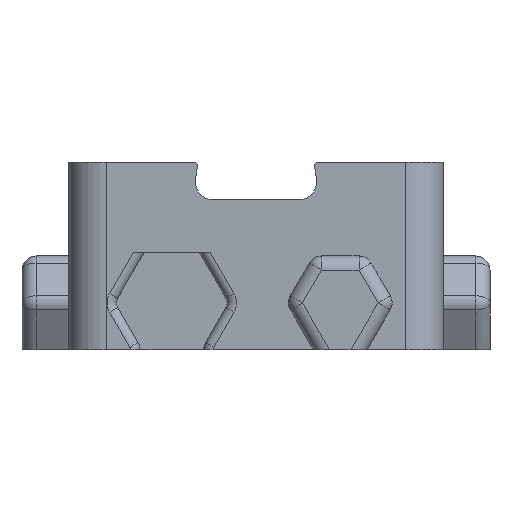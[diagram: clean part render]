
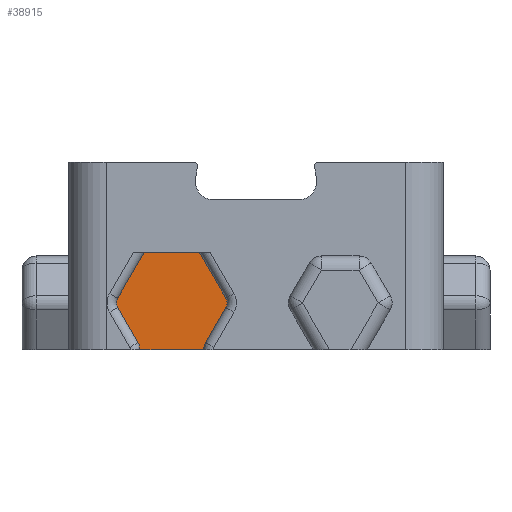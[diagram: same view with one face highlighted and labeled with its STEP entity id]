
A CAD part, front view. The second image highlights one B-rep face of the part: STEP entity #38915.
In plain terms, the highlighted planar face has unit normal (0, -1, 0).
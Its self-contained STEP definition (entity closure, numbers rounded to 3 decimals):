
#35232 = VERTEX_POINT('',#35233);
#35233 = CARTESIAN_POINT('',(-6.056,-14.75,10.4));
#35239 = EDGE_CURVE('',#35232,#35240,#35242,.T.);
#35240 = VERTEX_POINT('',#35241);
#35241 = CARTESIAN_POINT('',(-11.944,-14.75,10.4));
#35242 = LINE('',#35243,#35244);
#35243 = CARTESIAN_POINT('',(-6.056,-14.75,10.4));
#35244 = VECTOR('',#35245,1.);
#35245 = DIRECTION('',(-1.,0.,0.));
#38888 = VERTEX_POINT('',#38889);
#38889 = CARTESIAN_POINT('',(-12.608,-14.75,0.75));
#38895 = EDGE_CURVE('',#38888,#38896,#38898,.T.);
#38896 = VERTEX_POINT('',#38897);
#38897 = CARTESIAN_POINT('',(-12.407,-14.75,0.)
  );
#38898 = CIRCLE('',#38899,1.5);
#38899 = AXIS2_PLACEMENT_3D('',#38900,#38901,#38902);
#38900 = CARTESIAN_POINT('',(-13.907,-14.75,0.)
  );
#38901 = DIRECTION('',(0.,1.,0.));
#38902 = DIRECTION('',(-1.,0.,0.));
#38915 = ADVANCED_FACE('',(#38916),#38983,.T.);
#38916 = FACE_BOUND('',#38917,.T.);
#38917 = EDGE_LOOP('',(#38918,#38926,#38927,#38935,#38944,#38952,#38961,
    #38967,#38968,#38976));
#38918 = ORIENTED_EDGE('',*,*,#38919,.T.);
#38919 = EDGE_CURVE('',#38920,#38888,#38922,.T.);
#38920 = VERTEX_POINT('',#38921);
#38921 = CARTESIAN_POINT('',(-14.774,-14.75,4.5));
#38922 = LINE('',#38923,#38924);
#38923 = CARTESIAN_POINT('',(-14.774,-14.75,4.5));
#38924 = VECTOR('',#38925,1.);
#38925 = DIRECTION('',(0.5,0.,-0.866));
#38926 = ORIENTED_EDGE('',*,*,#38895,.T.);
#38927 = ORIENTED_EDGE('',*,*,#38928,.T.);
#38928 = EDGE_CURVE('',#38896,#38929,#38931,.T.);
#38929 = VERTEX_POINT('',#38930);
#38930 = CARTESIAN_POINT('',(-5.593,-14.75,0.)
  );
#38931 = LINE('',#38932,#38933);
#38932 = CARTESIAN_POINT('',(-12.407,-14.75,0.)
  );
#38933 = VECTOR('',#38934,1.);
#38934 = DIRECTION('',(1.,0.,0.));
#38935 = ORIENTED_EDGE('',*,*,#38936,.T.);
#38936 = EDGE_CURVE('',#38929,#38937,#38939,.T.);
#38937 = VERTEX_POINT('',#38938);
#38938 = CARTESIAN_POINT('',(-5.392,-14.75,0.75));
#38939 = CIRCLE('',#38940,1.5);
#38940 = AXIS2_PLACEMENT_3D('',#38941,#38942,#38943);
#38941 = CARTESIAN_POINT('',(-4.093,-14.75,0.)
  );
#38942 = DIRECTION('',(0.,1.,0.));
#38943 = DIRECTION('',(-1.,0.,0.));
#38944 = ORIENTED_EDGE('',*,*,#38945,.T.);
#38945 = EDGE_CURVE('',#38937,#38946,#38948,.T.);
#38946 = VERTEX_POINT('',#38947);
#38947 = CARTESIAN_POINT('',(-3.226,-14.75,4.5));
#38948 = LINE('',#38949,#38950);
#38949 = CARTESIAN_POINT('',(-5.392,-14.75,0.75));
#38950 = VECTOR('',#38951,1.);
#38951 = DIRECTION('',(0.5,0.,0.866));
#38952 = ORIENTED_EDGE('',*,*,#38953,.F.);
#38953 = EDGE_CURVE('',#38954,#38946,#38956,.T.);
#38954 = VERTEX_POINT('',#38955);
#38955 = CARTESIAN_POINT('',(-3.226,-14.75,5.5));
#38956 = CIRCLE('',#38957,1.);
#38957 = AXIS2_PLACEMENT_3D('',#38958,#38959,#38960);
#38958 = CARTESIAN_POINT('',(-4.093,-14.75,5.));
#38959 = DIRECTION('',(0.,1.,0.));
#38960 = DIRECTION('',(-1.,0.,0.));
#38961 = ORIENTED_EDGE('',*,*,#38962,.T.);
#38962 = EDGE_CURVE('',#38954,#35232,#38963,.T.);
#38963 = LINE('',#38964,#38965);
#38964 = CARTESIAN_POINT('',(-3.226,-14.75,5.5));
#38965 = VECTOR('',#38966,1.);
#38966 = DIRECTION('',(-0.5,0.,0.866));
#38967 = ORIENTED_EDGE('',*,*,#35239,.T.);
#38968 = ORIENTED_EDGE('',*,*,#38969,.T.);
#38969 = EDGE_CURVE('',#35240,#38970,#38972,.T.);
#38970 = VERTEX_POINT('',#38971);
#38971 = CARTESIAN_POINT('',(-14.774,-14.75,5.5));
#38972 = LINE('',#38973,#38974);
#38973 = CARTESIAN_POINT('',(-11.944,-14.75,10.4));
#38974 = VECTOR('',#38975,1.);
#38975 = DIRECTION('',(-0.5,0.,-0.866));
#38976 = ORIENTED_EDGE('',*,*,#38977,.F.);
#38977 = EDGE_CURVE('',#38920,#38970,#38978,.T.);
#38978 = CIRCLE('',#38979,1.);
#38979 = AXIS2_PLACEMENT_3D('',#38980,#38981,#38982);
#38980 = CARTESIAN_POINT('',(-13.907,-14.75,5.));
#38981 = DIRECTION('',(0.,1.,0.));
#38982 = DIRECTION('',(-1.,0.,0.));
#38983 = PLANE('',#38984);
#38984 = AXIS2_PLACEMENT_3D('',#38985,#38986,#38987);
#38985 = CARTESIAN_POINT('',(-9.,-14.75,5.091));
#38986 = DIRECTION('',(0.,-1.,0.));
#38987 = DIRECTION('',(0.,0.,1.));
